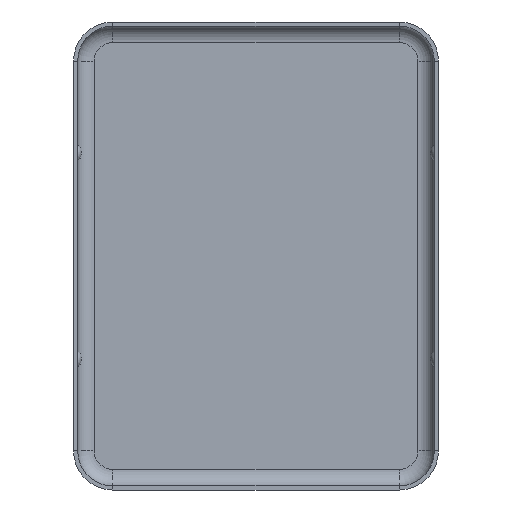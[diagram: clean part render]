
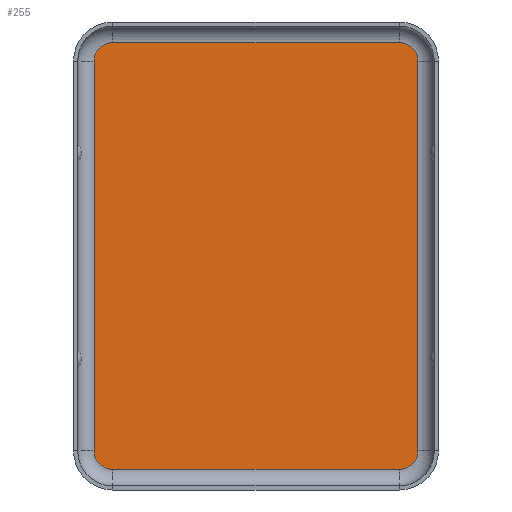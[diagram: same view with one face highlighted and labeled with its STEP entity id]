
A CAD part, front view. The second image highlights one B-rep face of the part: STEP entity #255.
In plain terms, the highlighted planar face has unit normal (0, -1, 0).
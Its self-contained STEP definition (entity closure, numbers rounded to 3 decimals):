
#1 = CARTESIAN_POINT ( 'NONE',  ( 7.85, 0., -9.45 ) ) ;
#2 = CARTESIAN_POINT ( 'NONE',  ( 6.95, 0., 10.35 ) ) ;
#10 = VECTOR ( 'NONE', #498, 1000. ) ;
#12 = CIRCLE ( 'NONE', #1415, 0.9 ) ;
#38 = EDGE_CURVE ( 'NONE', #575, #1527, #78, .T. ) ;
#63 = EDGE_CURVE ( 'NONE', #1527, #1549, #275, .T. ) ;
#78 = CIRCLE ( 'NONE', #647, 0.9 ) ;
#79 = VERTEX_POINT ( 'NONE', #768 ) ;
#110 = EDGE_CURVE ( 'NONE', #439, #819, #1149, .T. ) ;
#198 = ORIENTED_EDGE ( 'NONE', *, *, #38, .F. ) ;
#216 = EDGE_CURVE ( 'NONE', #439, #79, #945, .T. ) ;
#220 = DIRECTION ( 'NONE',  ( 0., 0., -1. ) ) ;
#230 = LINE ( 'NONE', #473, #1516 ) ;
#240 = DIRECTION ( 'NONE',  ( 0., 0., 1. ) ) ;
#255 = ADVANCED_FACE ( 'NONE', ( #351 ), #301, .T. ) ;
#260 = DIRECTION ( 'NONE',  ( 0., 1., 0. ) ) ;
#275 = LINE ( 'NONE', #1001, #581 ) ;
#301 = PLANE ( 'NONE',  #1511 ) ;
#332 = VERTEX_POINT ( 'NONE', #942 ) ;
#342 = ORIENTED_EDGE ( 'NONE', *, *, #1498, .T. ) ;
#351 = FACE_OUTER_BOUND ( 'NONE', #417, .T. ) ;
#358 = CARTESIAN_POINT ( 'NONE',  ( -7.85, 0., 9.45 ) ) ;
#396 = CARTESIAN_POINT ( 'NONE',  ( 7.85, 0., 9.45 ) ) ;
#416 = DIRECTION ( 'NONE',  ( 0., -1., 0. ) ) ;
#417 = EDGE_LOOP ( 'NONE', ( #1435, #198, #781, #342, #1250, #1433, #1003, #1166 ) ) ;
#420 = DIRECTION ( 'NONE',  ( 0., 0., 1. ) ) ;
#439 = VERTEX_POINT ( 'NONE', #358 ) ;
#445 = CIRCLE ( 'NONE', #860, 0.9 ) ;
#473 = CARTESIAN_POINT ( 'NONE',  ( 7.85, 0., 0. ) ) ;
#498 = DIRECTION ( 'NONE',  ( -1., 0., 0. ) ) ;
#514 = CARTESIAN_POINT ( 'NONE',  ( 6.95, 0., -9.45 ) ) ;
#534 = DIRECTION ( 'NONE',  ( 0., 1., 0. ) ) ;
#542 = LINE ( 'NONE', #2, #10 ) ;
#575 = VERTEX_POINT ( 'NONE', #1 ) ;
#581 = VECTOR ( 'NONE', #635, 1000. ) ;
#635 = DIRECTION ( 'NONE',  ( -1., 0., 0. ) ) ;
#647 = AXIS2_PLACEMENT_3D ( 'NONE', #514, #260, #240 ) ;
#655 = EDGE_CURVE ( 'NONE', #79, #1549, #12, .T. ) ;
#668 = CARTESIAN_POINT ( 'NONE',  ( 6.95, 0., -9.45 ) ) ;
#673 = CARTESIAN_POINT ( 'NONE',  ( -7.85, 0., 0. ) ) ;
#684 = DIRECTION ( 'NONE',  ( 0., 0., -1. ) ) ;
#768 = CARTESIAN_POINT ( 'NONE',  ( -7.85, 0., -9.45 ) ) ;
#781 = ORIENTED_EDGE ( 'NONE', *, *, #926, .F. ) ;
#819 = VERTEX_POINT ( 'NONE', #921 ) ;
#860 = AXIS2_PLACEMENT_3D ( 'NONE', #940, #1181, #1574 ) ;
#904 = DIRECTION ( 'NONE',  ( 0., -1., 0. ) ) ;
#921 = CARTESIAN_POINT ( 'NONE',  ( -6.95, 0., 10.35 ) ) ;
#926 = EDGE_CURVE ( 'NONE', #1201, #575, #230, .T. ) ;
#940 = CARTESIAN_POINT ( 'NONE',  ( 6.95, 0., 9.45 ) ) ;
#942 = CARTESIAN_POINT ( 'NONE',  ( 6.95, 0., 10.35 ) ) ;
#945 = LINE ( 'NONE', #673, #1011 ) ;
#1001 = CARTESIAN_POINT ( 'NONE',  ( 6.95, 0., -10.35 ) ) ;
#1003 = ORIENTED_EDGE ( 'NONE', *, *, #216, .T. ) ;
#1011 = VECTOR ( 'NONE', #1161, 1000. ) ;
#1149 = CIRCLE ( 'NONE', #1200, 0.9 ) ;
#1154 = EDGE_CURVE ( 'NONE', #332, #819, #542, .T. ) ;
#1161 = DIRECTION ( 'NONE',  ( 0., 0., -1. ) ) ;
#1166 = ORIENTED_EDGE ( 'NONE', *, *, #655, .T. ) ;
#1181 = DIRECTION ( 'NONE',  ( 0., -1., 0. ) ) ;
#1200 = AXIS2_PLACEMENT_3D ( 'NONE', #1505, #534, #1258 ) ;
#1201 = VERTEX_POINT ( 'NONE', #396 ) ;
#1215 = CARTESIAN_POINT ( 'NONE',  ( -6.95, 0., -10.35 ) ) ;
#1250 = ORIENTED_EDGE ( 'NONE', *, *, #1154, .T. ) ;
#1258 = DIRECTION ( 'NONE',  ( 0., 0., -1. ) ) ;
#1277 = CARTESIAN_POINT ( 'NONE',  ( -6.95, 0., -9.45 ) ) ;
#1415 = AXIS2_PLACEMENT_3D ( 'NONE', #1277, #416, #420 ) ;
#1433 = ORIENTED_EDGE ( 'NONE', *, *, #110, .F. ) ;
#1435 = ORIENTED_EDGE ( 'NONE', *, *, #63, .F. ) ;
#1498 = EDGE_CURVE ( 'NONE', #1201, #332, #445, .T. ) ;
#1505 = CARTESIAN_POINT ( 'NONE',  ( -6.95, 0., 9.45 ) ) ;
#1511 = AXIS2_PLACEMENT_3D ( 'NONE', #668, #904, #684 ) ;
#1516 = VECTOR ( 'NONE', #220, 1000. ) ;
#1527 = VERTEX_POINT ( 'NONE', #1564 ) ;
#1549 = VERTEX_POINT ( 'NONE', #1215 ) ;
#1564 = CARTESIAN_POINT ( 'NONE',  ( 6.95, 0., -10.35 ) ) ;
#1574 = DIRECTION ( 'NONE',  ( 0., 0., -1. ) ) ;
